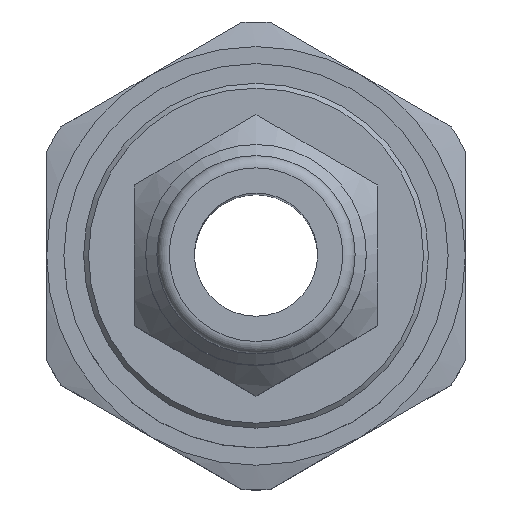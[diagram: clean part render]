
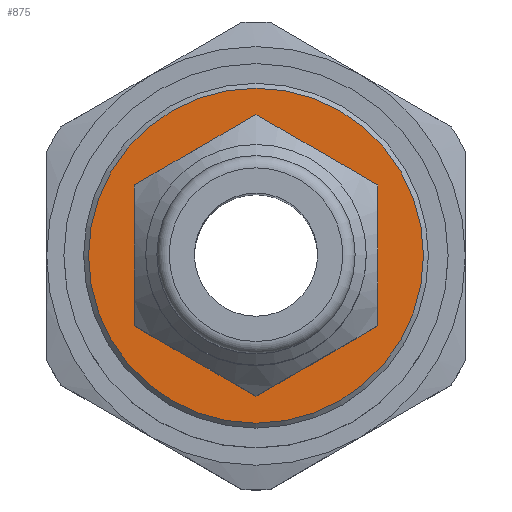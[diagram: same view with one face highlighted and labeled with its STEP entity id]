
A CAD part, top view. The second image highlights one B-rep face of the part: STEP entity #875.
In plain terms, the highlighted planar face has unit normal (0, 0, 1).
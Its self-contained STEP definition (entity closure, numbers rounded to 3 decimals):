
#120=PLANE('',#978);
#203=FACE_BOUND('',#338,.T.);
#263=FACE_OUTER_BOUND('',#337,.T.);
#337=EDGE_LOOP('',(#783));
#338=EDGE_LOOP('',(#784));
#406=CIRCLE('',#969,4.85);
#407=CIRCLE('',#977,6.8);
#482=VERTEX_POINT('',#1507);
#483=VERTEX_POINT('',#1522);
#582=EDGE_CURVE('',#482,#482,#406,.T.);
#589=EDGE_CURVE('',#483,#483,#407,.T.);
#783=ORIENTED_EDGE('',*,*,#589,.F.);
#784=ORIENTED_EDGE('',*,*,#582,.F.);
#875=ADVANCED_FACE('',(#263,#203),#120,.F.);
#969=AXIS2_PLACEMENT_3D('',#1508,#1169,#1170);
#977=AXIS2_PLACEMENT_3D('',#1523,#1191,#1192);
#978=AXIS2_PLACEMENT_3D('',#1524,#1193,#1194);
#1169=DIRECTION('center_axis',(0.,0.,1.));
#1170=DIRECTION('ref_axis',(0.,1.,0.));
#1191=DIRECTION('center_axis',(0.,0.,-1.));
#1192=DIRECTION('ref_axis',(0.,1.,0.));
#1193=DIRECTION('center_axis',(0.,0.,-1.));
#1194=DIRECTION('ref_axis',(-1.,0.,0.));
#1507=CARTESIAN_POINT('',(-21.167,7.896,4.5));
#1508=CARTESIAN_POINT('Origin',(-21.167,3.046,4.5));
#1522=CARTESIAN_POINT('',(-21.167,-3.754,4.5));
#1523=CARTESIAN_POINT('Origin',(-21.167,3.046,4.5));
#1524=CARTESIAN_POINT('Origin',(-21.167,14.501,4.5));
